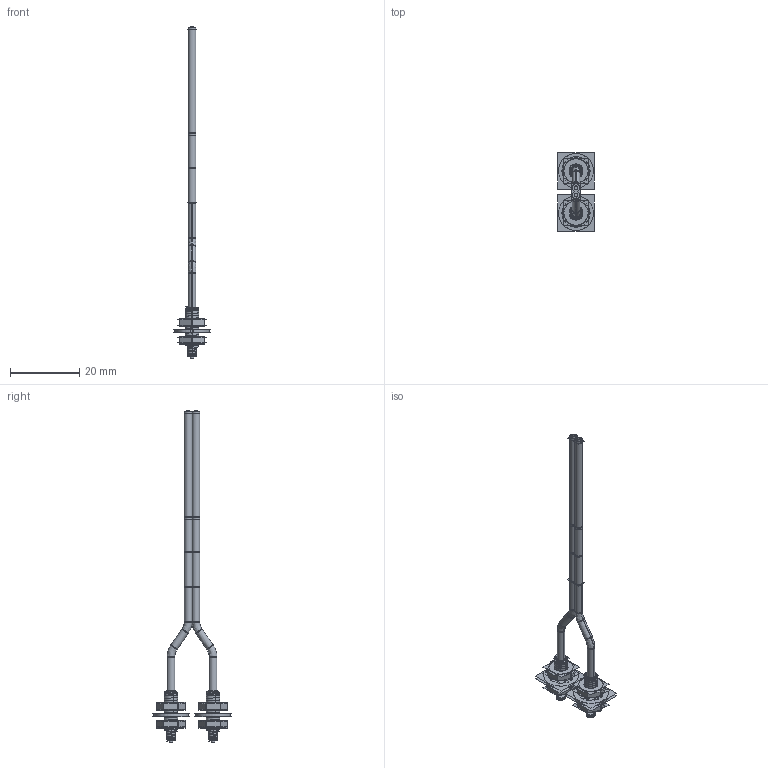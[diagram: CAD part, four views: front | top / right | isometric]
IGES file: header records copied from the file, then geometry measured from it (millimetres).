
Start section:  PTC IGES file: 193388.igs
Global section: file name: 193388.igs; native system: Creo Parametric by Parametric Technology Corporation; preprocessor: 2013230; author: pdmadmin; organization: Unknown; date: 20160303.152550; units: millimetre
Bounding box: 10.52 x 22.72 x 95.79 mm (x, y, z)
Volume: 1015.2 mm3; surface area: 20803.9 mm2
Topology: 13 solids, 13 shells, 1092 faces, 5688 edges, 7342 vertices
Faces by surface type: revolution 840, bspline 252
